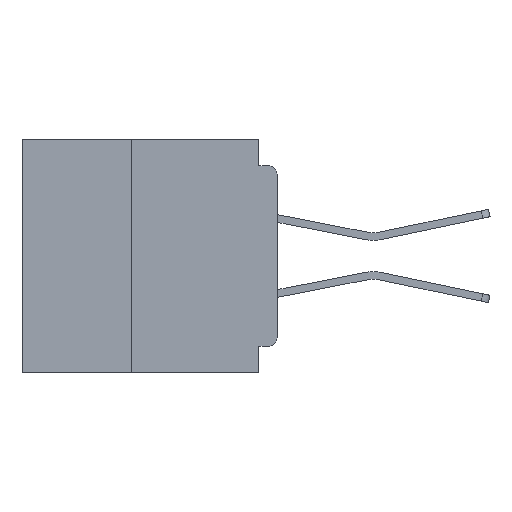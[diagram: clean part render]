
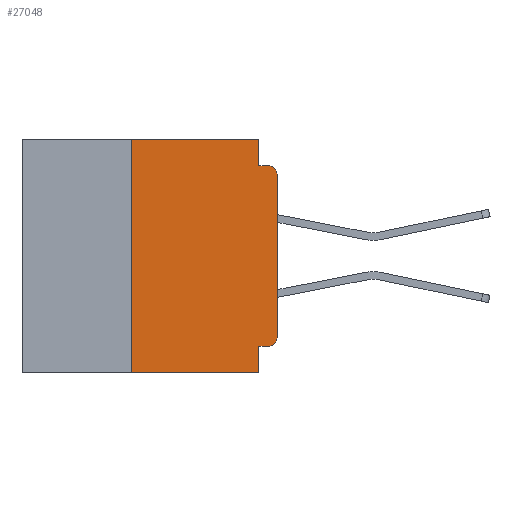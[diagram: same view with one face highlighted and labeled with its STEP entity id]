
A CAD part, left-side view. The second image highlights one B-rep face of the part: STEP entity #27048.
In plain terms, the highlighted planar face has unit normal (-1, 0, 0).
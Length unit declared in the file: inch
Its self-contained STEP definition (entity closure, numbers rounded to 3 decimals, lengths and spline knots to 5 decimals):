
#340 = DIRECTION ( 'NONE',  ( 0., 0., -1. ) ) ;
#1221 = DIRECTION ( 'NONE',  ( 0., -1., 0. ) ) ;
#1284 = LINE ( 'NONE', #14692, #40063 ) ;
#2802 = DIRECTION ( 'NONE',  ( 0., -1., 0. ) ) ;
#4116 = CARTESIAN_POINT ( 'NONE',  ( 0., 0.015, -0.045 ) ) ;
#5157 = CIRCLE ( 'NONE', #8693, 0.015 ) ;
#5366 = DIRECTION ( 'NONE',  ( -1., 0., 0. ) ) ;
#6738 = LINE ( 'NONE', #47441, #26191 ) ;
#7022 = VECTOR ( 'NONE', #37784, 39.37008 ) ;
#8188 = ORIENTED_EDGE ( 'NONE', *, *, #33186, .T. ) ;
#8313 = LINE ( 'NONE', #30161, #19864 ) ;
#8693 = AXIS2_PLACEMENT_3D ( 'NONE', #10121, #37079, #14059 ) ;
#8998 = CARTESIAN_POINT ( 'NONE',  ( 0., 0.25, 0. ) ) ;
#10121 = CARTESIAN_POINT ( 'NONE',  ( 0., 0.015, -0.06 ) ) ;
#11228 = LINE ( 'NONE', #32187, #39493 ) ;
#11524 = EDGE_CURVE ( 'NONE', #34741, #27024, #18163, .T. ) ;
#14059 = DIRECTION ( 'NONE',  ( 0., 0., -1. ) ) ;
#14079 = LINE ( 'NONE', #15088, #21910 ) ;
#14692 = CARTESIAN_POINT ( 'NONE',  ( 0., 0.437, 0. ) ) ;
#15088 = CARTESIAN_POINT ( 'NONE',  ( 0., 0.25, -0.4 ) ) ;
#15699 = CARTESIAN_POINT ( 'NONE',  ( 0., 0., -0.06 ) ) ;
#16872 = CIRCLE ( 'NONE', #48953, 0.015 ) ;
#16966 = CARTESIAN_POINT ( 'NONE',  ( 0., 0., 0. ) ) ;
#17478 = CARTESIAN_POINT ( 'NONE',  ( 0., 0.031, -0.4 ) ) ;
#18163 = LINE ( 'NONE', #16966, #25987 ) ;
#18935 = EDGE_CURVE ( 'NONE', #48106, #20696, #8313, .T. ) ;
#19108 = CARTESIAN_POINT ( 'NONE',  ( 0., 0., -0.34 ) ) ;
#19714 = CARTESIAN_POINT ( 'NONE',  ( 0., 0.437, 0. ) ) ;
#19864 = VECTOR ( 'NONE', #49240, 39.37008 ) ;
#20696 = VERTEX_POINT ( 'NONE', #17478 ) ;
#21910 = VECTOR ( 'NONE', #45514, 39.37008 ) ;
#22174 = CARTESIAN_POINT ( 'NONE',  ( 0., 0.031, 0. ) ) ;
#22378 = EDGE_CURVE ( 'NONE', #47972, #34741, #16872, .T. ) ;
#22417 = ORIENTED_EDGE ( 'NONE', *, *, #31883, .F. ) ;
#23451 = ORIENTED_EDGE ( 'NONE', *, *, #22378, .T. ) ;
#23737 = DIRECTION ( 'NONE',  ( 1., 0., 0. ) ) ;
#24644 = DIRECTION ( 'NONE',  ( 0., 0., -1. ) ) ;
#24645 = CARTESIAN_POINT ( 'NONE',  ( 0., 0.015, -0.355 ) ) ;
#25338 = VERTEX_POINT ( 'NONE', #8998 ) ;
#25344 = ORIENTED_EDGE ( 'NONE', *, *, #41342, .F. ) ;
#25987 = VECTOR ( 'NONE', #28414, 39.37008 ) ;
#26191 = VECTOR ( 'NONE', #1221, 39.37008 ) ;
#26822 = CARTESIAN_POINT ( 'NONE',  ( 0., 0.031, -0.045 ) ) ;
#27024 = VERTEX_POINT ( 'NONE', #15699 ) ;
#27048 = ADVANCED_FACE ( 'NONE', ( #38590 ), #39007, .F. ) ;
#28256 = ORIENTED_EDGE ( 'NONE', *, *, #11524, .T. ) ;
#28414 = DIRECTION ( 'NONE',  ( 0., 0., 1. ) ) ;
#28670 = CARTESIAN_POINT ( 'NONE',  ( 0., 0.015, -0.34 ) ) ;
#29556 = VERTEX_POINT ( 'NONE', #46568 ) ;
#29911 = VERTEX_POINT ( 'NONE', #22174 ) ;
#30161 = CARTESIAN_POINT ( 'NONE',  ( 0., 0.437, -0.4 ) ) ;
#30322 = EDGE_CURVE ( 'NONE', #29556, #20696, #48924, .T. ) ;
#30662 = VERTEX_POINT ( 'NONE', #26822 ) ;
#31766 = AXIS2_PLACEMENT_3D ( 'NONE', #19714, #23737, #340 ) ;
#31883 = EDGE_CURVE ( 'NONE', #30662, #32348, #6738, .T. ) ;
#32187 = CARTESIAN_POINT ( 'NONE',  ( 0., 0., -0.355 ) ) ;
#32348 = VERTEX_POINT ( 'NONE', #4116 ) ;
#32481 = DIRECTION ( 'NONE',  ( 0., 0., -1. ) ) ;
#33186 = EDGE_CURVE ( 'NONE', #27024, #32348, #5157, .T. ) ;
#33928 = CARTESIAN_POINT ( 'NONE',  ( 0., 0.031, 0. ) ) ;
#34488 = ORIENTED_EDGE ( 'NONE', *, *, #43849, .F. ) ;
#34667 = ORIENTED_EDGE ( 'NONE', *, *, #49408, .F. ) ;
#34741 = VERTEX_POINT ( 'NONE', #19108 ) ;
#36042 = DIRECTION ( 'NONE',  ( 0., 1., 0. ) ) ;
#36234 = CARTESIAN_POINT ( 'NONE',  ( 0., 0.031, -0.4 ) ) ;
#37079 = DIRECTION ( 'NONE',  ( -1., 0., 0. ) ) ;
#37569 = ORIENTED_EDGE ( 'NONE', *, *, #18935, .T. ) ;
#37660 = VECTOR ( 'NONE', #24644, 39.37008 ) ;
#37784 = DIRECTION ( 'NONE',  ( 0., 0., -1. ) ) ;
#37851 = LINE ( 'NONE', #33928, #7022 ) ;
#38590 = FACE_OUTER_BOUND ( 'NONE', #42787, .T. ) ;
#39007 = PLANE ( 'NONE',  #31766 ) ;
#39493 = VECTOR ( 'NONE', #36042, 39.37008 ) ;
#40063 = VECTOR ( 'NONE', #2802, 39.37008 ) ;
#41263 = ORIENTED_EDGE ( 'NONE', *, *, #30322, .F. ) ;
#41342 = EDGE_CURVE ( 'NONE', #47972, #29556, #11228, .T. ) ;
#41511 = EDGE_CURVE ( 'NONE', #25338, #29911, #1284, .T. ) ;
#42787 = EDGE_LOOP ( 'NONE', ( #28256, #8188, #22417, #34667, #47343, #34488, #37569, #41263, #25344, #23451 ) ) ;
#43849 = EDGE_CURVE ( 'NONE', #48106, #25338, #14079, .T. ) ;
#45514 = DIRECTION ( 'NONE',  ( 0., 0., 1. ) ) ;
#46568 = CARTESIAN_POINT ( 'NONE',  ( 0., 0.031, -0.355 ) ) ;
#47343 = ORIENTED_EDGE ( 'NONE', *, *, #41511, .F. ) ;
#47441 = CARTESIAN_POINT ( 'NONE',  ( 0., 0., -0.045 ) ) ;
#47972 = VERTEX_POINT ( 'NONE', #24645 ) ;
#48106 = VERTEX_POINT ( 'NONE', #48325 ) ;
#48325 = CARTESIAN_POINT ( 'NONE',  ( 0., 0.25, -0.4 ) ) ;
#48924 = LINE ( 'NONE', #36234, #37660 ) ;
#48953 = AXIS2_PLACEMENT_3D ( 'NONE', #28670, #5366, #32481 ) ;
#49240 = DIRECTION ( 'NONE',  ( 0., -1., 0. ) ) ;
#49408 = EDGE_CURVE ( 'NONE', #29911, #30662, #37851, .T. ) ;
